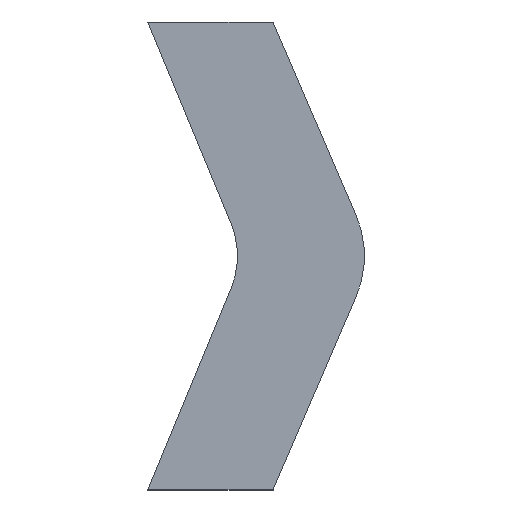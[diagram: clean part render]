
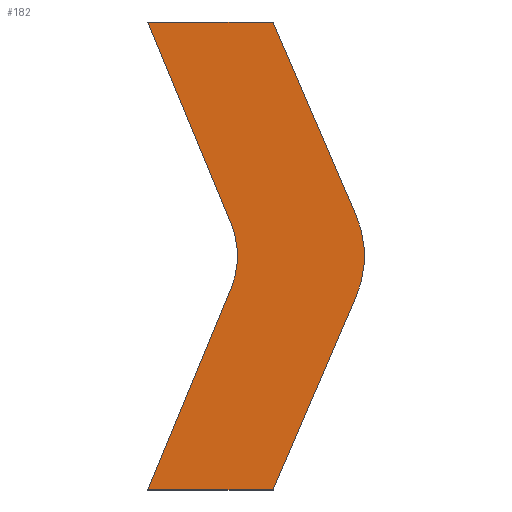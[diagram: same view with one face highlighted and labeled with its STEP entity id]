
A CAD part, top view. The second image highlights one B-rep face of the part: STEP entity #182.
In plain terms, the highlighted planar face has unit normal (0, 0, 1).
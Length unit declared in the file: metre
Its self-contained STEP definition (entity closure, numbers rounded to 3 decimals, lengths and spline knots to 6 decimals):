
#13=CIRCLE('',#200,0.036);
#15=CIRCLE('',#206,0.03);
#50=ORIENTED_EDGE('',*,*,#68,.T.);
#51=ORIENTED_EDGE('',*,*,#72,.T.);
#52=ORIENTED_EDGE('',*,*,#75,.F.);
#53=ORIENTED_EDGE('',*,*,#78,.T.);
#54=ORIENTED_EDGE('',*,*,#81,.T.);
#55=ORIENTED_EDGE('',*,*,#84,.F.);
#56=ORIENTED_EDGE('',*,*,#87,.F.);
#57=ORIENTED_EDGE('',*,*,#89,.F.);
#68=EDGE_CURVE('',#93,#92,#108,.T.);
#72=EDGE_CURVE('',#92,#95,#13,.T.);
#75=EDGE_CURVE('',#97,#95,#113,.T.);
#78=EDGE_CURVE('',#97,#99,#116,.T.);
#81=EDGE_CURVE('',#99,#101,#119,.T.);
#84=EDGE_CURVE('',#103,#101,#15,.T.);
#87=EDGE_CURVE('',#105,#103,#123,.T.);
#89=EDGE_CURVE('',#93,#105,#125,.T.);
#92=VERTEX_POINT('',#267);
#93=VERTEX_POINT('',#269);
#95=VERTEX_POINT('',#275);
#97=VERTEX_POINT('',#281);
#99=VERTEX_POINT('',#287);
#101=VERTEX_POINT('',#293);
#103=VERTEX_POINT('',#299);
#105=VERTEX_POINT('',#305);
#108=LINE('',#268,#128);
#113=LINE('',#282,#133);
#116=LINE('',#288,#136);
#119=LINE('',#294,#139);
#123=LINE('',#306,#143);
#125=LINE('',#309,#145);
#128=VECTOR('',#217,1.);
#133=VECTOR('',#230,1.);
#136=VECTOR('',#235,1.);
#139=VECTOR('',#240,1.);
#143=VECTOR('',#252,1.);
#145=VECTOR('',#256,1.);
#154=EDGE_LOOP('',(#50,#51,#52,#53,#54,#55,#56,#57));
#164=FACE_BOUND('',#154,.T.);
#172=PLANE('',#209);
#182=ADVANCED_FACE('',(#164),#172,.T.);
#200=AXIS2_PLACEMENT_3D('',#276,#224,#225);
#206=AXIS2_PLACEMENT_3D('',#300,#246,#247);
#209=AXIS2_PLACEMENT_3D('',#310,#257,#258);
#217=DIRECTION('',(0.394,0.919,0.));
#224=DIRECTION('',(0.,0.,1.));
#225=DIRECTION('',(1.,0.,0.));
#230=DIRECTION('',(0.394,-0.919,0.));
#235=DIRECTION('',(-1.,0.,0.));
#240=DIRECTION('',(0.382,-0.924,0.));
#246=DIRECTION('',(0.,0.,1.));
#247=DIRECTION('',(1.,0.,0.));
#252=DIRECTION('',(0.382,0.924,0.));
#256=DIRECTION('',(-1.,0.,0.));
#257=DIRECTION('',(0.,0.,1.));
#258=DIRECTION('',(1.,0.,0.));
#267=CARTESIAN_POINT('',(0.03308,-0.014202,0.012));
#268=CARTESIAN_POINT('',(0.018484,-0.048201,0.012));
#269=CARTESIAN_POINT('',(0.003888,-0.0822,0.012));
#275=CARTESIAN_POINT('',(0.03308,0.014202,0.012));
#276=CARTESIAN_POINT('',(0.,0.,0.012));
#281=CARTESIAN_POINT('',(0.003888,0.0822,0.012));
#282=CARTESIAN_POINT('',(0.018484,0.048201,0.012));
#287=CARTESIAN_POINT('',(-0.040112,0.0822,0.012));
#288=CARTESIAN_POINT('',(-0.018112,0.0822,0.012));
#293=CARTESIAN_POINT('',(-0.010896,0.01145,0.012));
#294=CARTESIAN_POINT('',(-0.025504,0.046825,0.012));
#299=CARTESIAN_POINT('',(-0.010896,-0.01145,0.012));
#300=CARTESIAN_POINT('',(-0.038625,0.,0.012));
#305=CARTESIAN_POINT('',(-0.040112,-0.0822,0.012));
#306=CARTESIAN_POINT('',(-0.025504,-0.046825,0.012));
#309=CARTESIAN_POINT('',(-0.018112,-0.0822,0.012));
#310=CARTESIAN_POINT('',(0.,0.,0.012));
